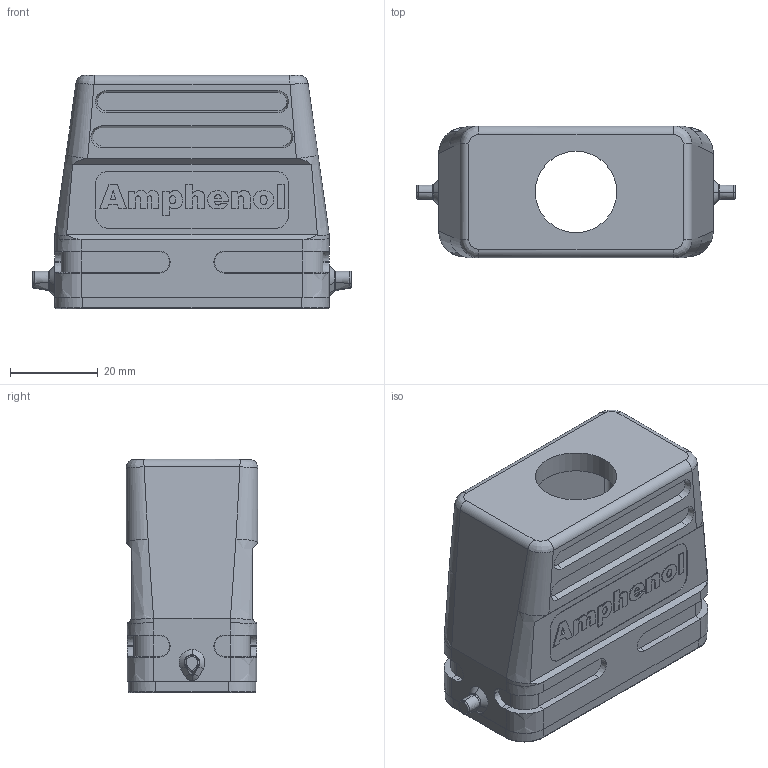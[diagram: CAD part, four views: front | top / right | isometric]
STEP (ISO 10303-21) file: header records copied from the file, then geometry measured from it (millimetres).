
FILE_DESCRIPTION(/* description */ (''),/* implementation_level */ '2;1');
FILE_NAME(/* name */ 'c146 21r010 650 4nxc001-03.stp',/* time_stamp */ '2020-01-08T13:37:32+01:00',/* author */ (''),/* organization */ (''),/* preprocessor_version */ 'ST-DEVELOPER v16.7',/* originating_system */ 'SIEMENS PLM Software NX 12.0',/* authorisation */ '');
FILE_SCHEMA (('AUTOMOTIVE_DESIGN { 1 0 10303 214 3 1 1 1 }'));
Length unit declared in the file: millimetre
Products named in the file (1): c146 21r010 650 4nxc001-03
Bounding box: 72.5 x 30 x 53.1 mm (x, y, z)
Volume: 27718.2 mm3; surface area: 20126.2 mm2
Topology: 1 solids, 1 shells, 399 faces, 965 edges, 595 vertices
Faces by surface type: plane 191, bspline 99, cylinder 54, cone 32, extrusion 23
Full cylindrical faces by diameter (mm): 2.5 x4, 3.5 x4, 18.5 x1
Entity records: 14417 total; most frequent: CARTESIAN_POINT 6014, ORIENTED_EDGE 1906, DIRECTION 1419, EDGE_CURVE 953, VERTEX_POINT 594, VECTOR 473, AXIS2_PLACEMENT_3D 473, LINE 450
